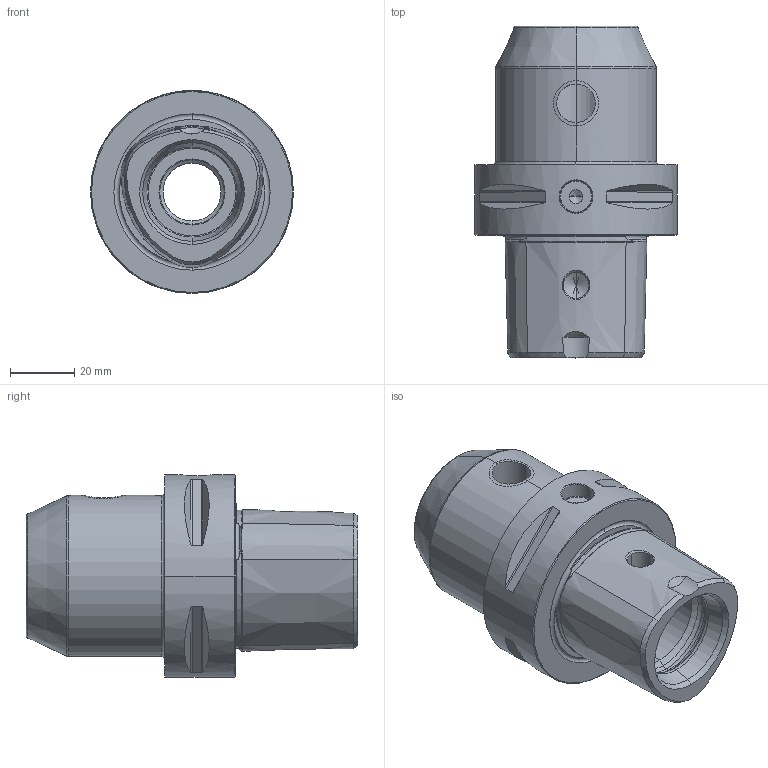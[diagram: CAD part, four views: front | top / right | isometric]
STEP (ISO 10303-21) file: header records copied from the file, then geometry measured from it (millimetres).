
FILE_DESCRIPTION((''),'2;1');
FILE_NAME('CC6-000-18','2011-09-13T',('mei'),(''),'PRO/ENGINEER BY PARAMETRIC TECHNOLOGY CORPORATION, 2010430','PRO/ENGINEER BY PARAMETRIC TECHNOLOGY CORPORATION, 2010430','');
FILE_SCHEMA(('CONFIG_CONTROL_DESIGN'));
Length unit declared in the file: millimetre
Products named in the file (1): CC6-000-18
Bounding box: 63 x 103 x 63 mm (x, y, z)
Volume: 160176.8 mm3; surface area: 30614.7 mm2
Topology: 1 solids, 3 shells, 121 faces, 300 edges, 184 vertices
Faces by surface type: cone 40, cylinder 35, plane 22, torus 22, bspline 2
Entity records: 4452 total; most frequent: CARTESIAN_POINT 1627, ORIENTED_EDGE 578, DIRECTION 574, EDGE_CURVE 296, AXIS2_PLACEMENT_3D 240, VERTEX_POINT 184, EDGE_LOOP 134, FACE_OUTER_BOUND 121
